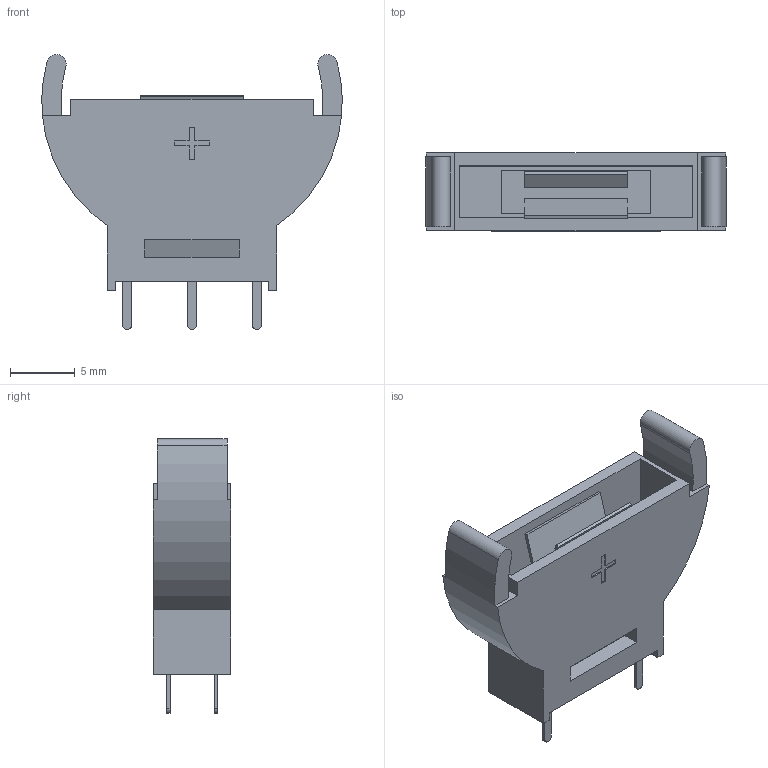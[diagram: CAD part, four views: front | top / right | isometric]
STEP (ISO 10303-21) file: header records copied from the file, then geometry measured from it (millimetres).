
FILE_DESCRIPTION (( 'STEP AP214' ), '1' );
FILE_NAME ('BAT-TH_BS-05-A1BJ001.step', '2022-06-16T11:04:46', ( '' ), ( '' ), 'SwSTEP 2.0', 'SolidWorks 2020', '' );
FILE_SCHEMA (( 'AUTOMOTIVE_DESIGN' ));
Length unit declared in the file: millimetre
Products named in the file (1): BAT-TH_BS-05-A1BJ001
Bounding box: 23.19 x 6.01 x 21.2 mm (x, y, z)
Volume: 857.2 mm3; surface area: 2019 mm2
Topology: 4 solids, 4 shells, 334 faces, 906 edges, 604 vertices
Faces by surface type: plane 224, bspline 98, cylinder 12
Entity records: 14677 total; most frequent: CARTESIAN_POINT 3151, ORIENTED_EDGE 1812, DIRECTION 1208, EDGE_CURVE 906, VECTOR 678, LINE 678, VERTEX_POINT 604, EDGE_LOOP 364
